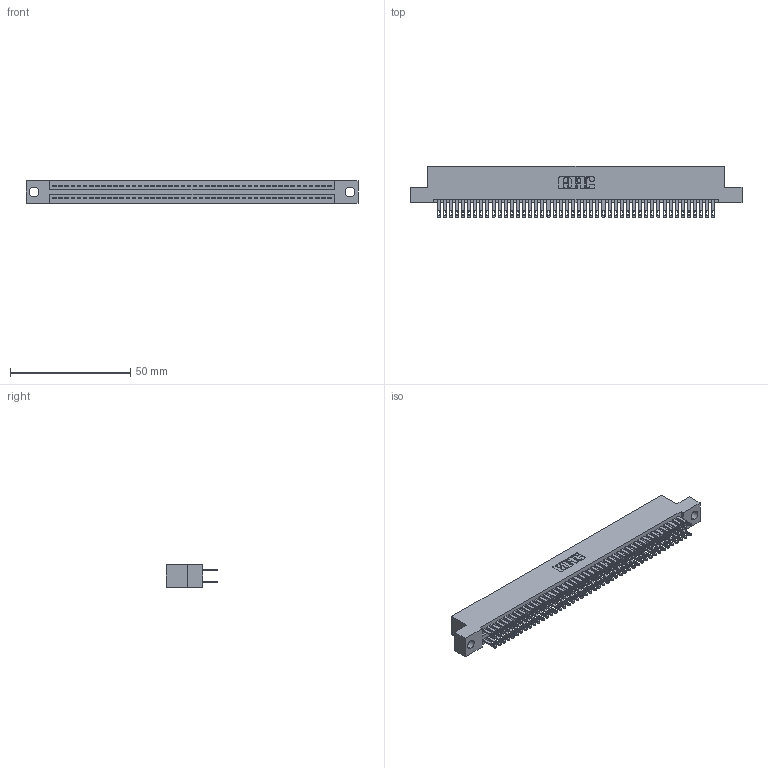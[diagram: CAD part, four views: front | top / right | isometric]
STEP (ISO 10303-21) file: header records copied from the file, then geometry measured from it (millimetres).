
FILE_DESCRIPTION (( 'STEP AP203' ), '1' );
FILE_NAME ('345-092-500-204.STEP', '2018-10-04T19:39:02', ( '' ), ( '' ), 'SwSTEP 2.0', 'SolidWorks 2016', '' );
FILE_SCHEMA (( 'CONFIG_CONTROL_DESIGN' ));
Length unit declared in the file: inch
Products named in the file (3): 345-292-001_345-293-100; 345-092-500-204; 345 Part_Flush Mounting Lugs - 0.156 Dia-TH
Assembly tree (93 placements, depth 2):
  345-092-500-204
    345 Part_Flush Mounting Lugs - 0.156 Dia-TH
    345-292-001_345-293-100  x92
Bounding box: 138.05 x 21.51 x 9.4 mm (x, y, z)
Volume: 13640.6 mm3; surface area: 20994.1 mm2
Topology: 93 solids, 93 shells, 4358 faces, 13313 edges, 8874 vertices
Faces by surface type: plane 2564, cylinder 1794
Entity records: 35487 total; most frequent: CARTESIAN_POINT 5944, ORIENTED_EDGE 5878, DIRECTION 5239, EDGE_CURVE 2939, VECTOR 2619, LINE 2619, VERTEX_POINT 1958, AXIS2_PLACEMENT_3D 1310
